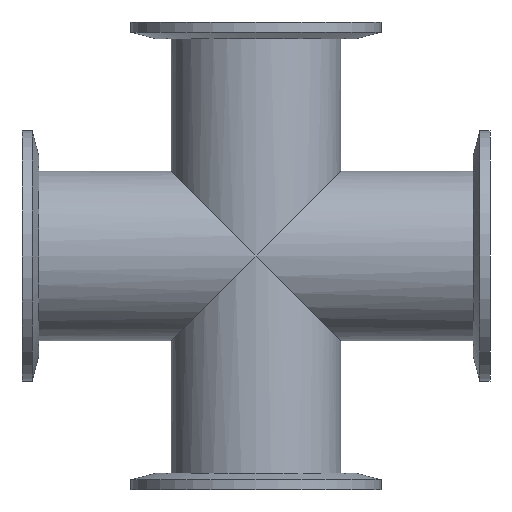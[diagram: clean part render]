
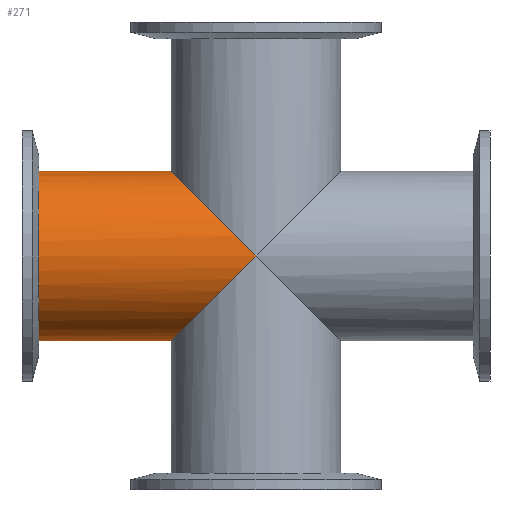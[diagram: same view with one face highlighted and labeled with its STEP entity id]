
A CAD part, left-side view. The second image highlights one B-rep face of the part: STEP entity #271.
In plain terms, the highlighted cylindrical face has radius 25.4 mm (diameter 50.8 mm), a full revolution.
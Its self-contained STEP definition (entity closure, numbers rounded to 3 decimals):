
#58=CIRCLE('',#345,25.4);
#78=CYLINDRICAL_SURFACE('',#344,25.4);
#86=FACE_OUTER_BOUND('',#100,.T.);
#100=EDGE_LOOP('',(#208,#209,#210,#211,#212));
#119=LINE('',#511,#128);
#128=VECTOR('',#410,25.4);
#135=ELLIPSE('',#338,35.921,25.4);
#137=ELLIPSE('',#341,35.921,25.4);
#140=VERTEX_POINT('',#496);
#141=VERTEX_POINT('',#498);
#143=VERTEX_POINT('',#509);
#164=EDGE_CURVE('',#141,#140,#135,.T.);
#167=EDGE_CURVE('',#140,#141,#137,.T.);
#170=EDGE_CURVE('',#143,#143,#58,.T.);
#171=EDGE_CURVE('',#143,#140,#119,.T.);
#208=ORIENTED_EDGE('',*,*,#170,.F.);
#209=ORIENTED_EDGE('',*,*,#171,.T.);
#210=ORIENTED_EDGE('',*,*,#167,.T.);
#211=ORIENTED_EDGE('',*,*,#164,.T.);
#212=ORIENTED_EDGE('',*,*,#171,.F.);
#271=ADVANCED_FACE('',(#86),#78,.T.);
#338=AXIS2_PLACEMENT_3D('',#499,#392,#393);
#341=AXIS2_PLACEMENT_3D('',#503,#399,#400);
#344=AXIS2_PLACEMENT_3D('',#508,#406,#407);
#345=AXIS2_PLACEMENT_3D('',#510,#408,#409);
#392=DIRECTION('center_axis',(0.,0.707,0.707));
#393=DIRECTION('ref_axis',(0.,-0.707,0.707));
#399=DIRECTION('center_axis',(0.,-0.707,0.707));
#400=DIRECTION('ref_axis',(0.,-0.707,-0.707));
#406=DIRECTION('center_axis',(0.,0.,1.));
#407=DIRECTION('ref_axis',(-1.,0.,0.));
#408=DIRECTION('center_axis',(0.,0.,1.));
#409=DIRECTION('ref_axis',(-1.,0.,0.));
#410=DIRECTION('',(0.,0.,-1.));
#496=CARTESIAN_POINT('',(25.4,0.,0.));
#498=CARTESIAN_POINT('',(-25.4,0.,0.));
#499=CARTESIAN_POINT('Origin',(0.,0.,0.));
#503=CARTESIAN_POINT('Origin',(0.,0.,0.));
#508=CARTESIAN_POINT('Origin',(0.,0.,0.));
#509=CARTESIAN_POINT('',(25.4,0.,66.2));
#510=CARTESIAN_POINT('Origin',(0.,0.,66.2));
#511=CARTESIAN_POINT('',(25.4,0.,0.));
